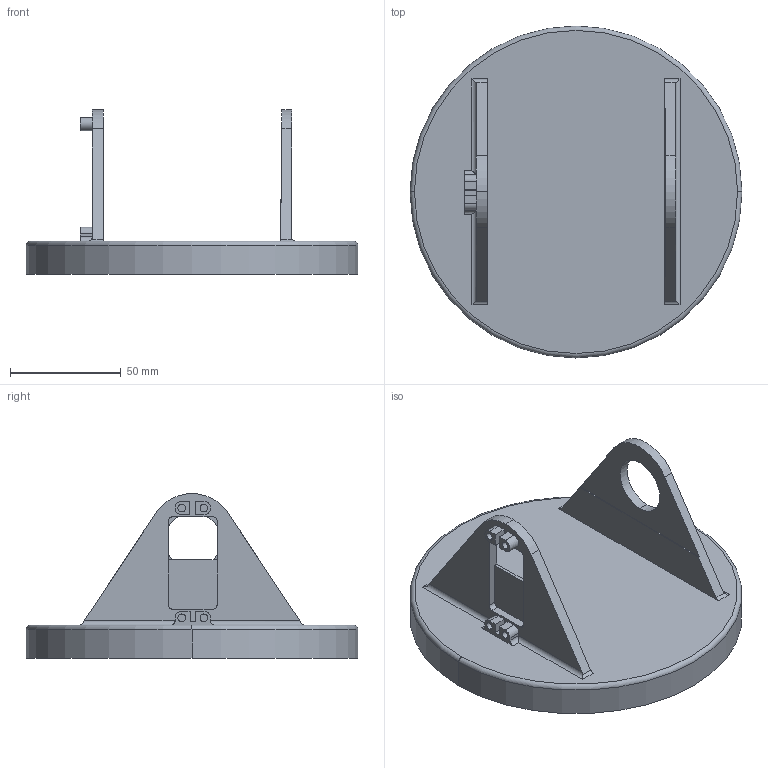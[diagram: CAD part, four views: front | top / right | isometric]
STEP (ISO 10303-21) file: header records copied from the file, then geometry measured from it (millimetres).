
FILE_DESCRIPTION (( 'STEP AP214' ), '1' );
FILE_NAME ('Base Top.STEP', '2026-01-02T03:21:22', ( '' ), ( '' ), 'SwSTEP 2.0', 'SolidWorks 2025', '' );
FILE_SCHEMA (( 'AUTOMOTIVE_DESIGN' ));
Length unit declared in the file: millimetre
Products named in the file (1): Base Top
Bounding box: 150 x 150 x 74.49 mm (x, y, z)
Volume: 290353.5 mm3; surface area: 57916.1 mm2
Topology: 1 solids, 1 shells, 121 faces, 304 edges, 198 vertices
Faces by surface type: plane 67, cylinder 42, cone 10, torus 2
Entity records: 3659 total; most frequent: CARTESIAN_POINT 654, DIRECTION 624, ORIENTED_EDGE 608, EDGE_CURVE 304, LINE 208, VECTOR 208, AXIS2_PLACEMENT_3D 208, VERTEX_POINT 198
